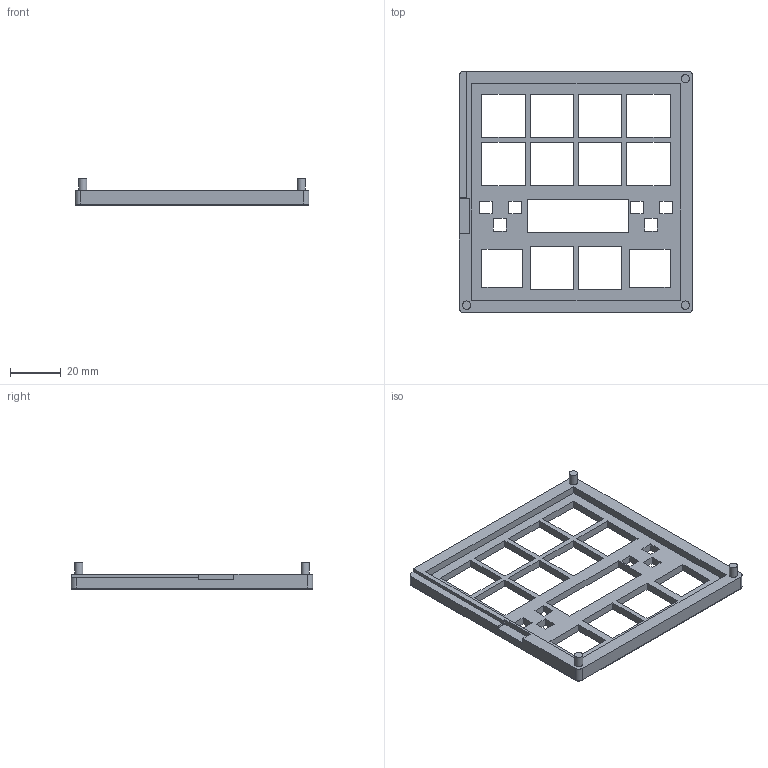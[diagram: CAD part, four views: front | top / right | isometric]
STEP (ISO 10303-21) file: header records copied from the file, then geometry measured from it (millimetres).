
FILE_DESCRIPTION(/* description */ ('','CAx-IF Rec.Pracs.---Representation and Presentation of Product Manufacturing Information (PMI)---4.0---2014-10-13'),/* implementation_level */ '2;1');
FILE_NAME(/* name */ 'case top.step',/* time_stamp */ '2025-02-13T02:04:46-05:00',/* author */ (''),/* organization */ (''),/* preprocessor_version */ 'ST-DEVELOPER v20',/* originating_system */ 'Autodesk Translation Framework v13.20.0.188',/* authorisation */ '');
FILE_SCHEMA (('AP242_MANAGED_MODEL_BASED_3D_ENGINEERING_MIM_LF { 1 0 10303 442 1 1 4 }'));
Length unit declared in the file: millimetre
Products named in the file (1): Case
Bounding box: 92 x 95 x 10.5 mm (x, y, z)
Volume: 19134.7 mm3; surface area: 15816.1 mm2
Topology: 1 solids, 1 shells, 381 faces, 1091 edges, 720 vertices
Faces by surface type: plane 220, bspline 145, cylinder 12, torus 4
Full cylindrical faces by diameter (mm): 3.25 x3
Entity records: 13529 total; most frequent: CARTESIAN_POINT 4616, ORIENTED_EDGE 2126, DIRECTION 1275, EDGE_CURVE 1063, LINE 745, VECTOR 745, VERTEX_POINT 706, EDGE_LOOP 441
